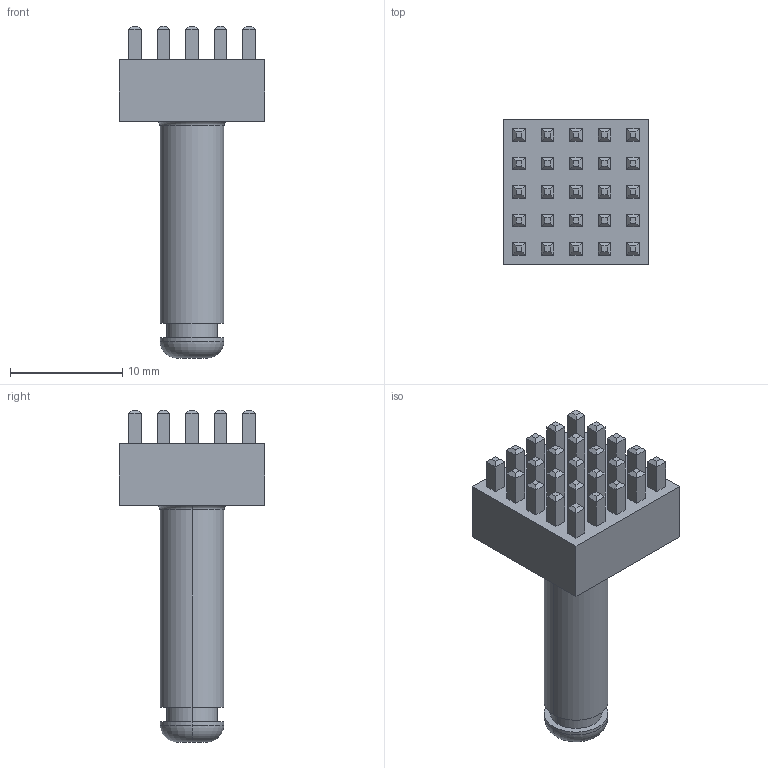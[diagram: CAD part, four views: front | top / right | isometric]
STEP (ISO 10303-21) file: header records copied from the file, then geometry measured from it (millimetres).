
FILE_DESCRIPTION (( 'STEP AP203' ), '1' );
FILE_NAME ('K98415-C02.STEP', '2021-09-10T12:03:20', ( '' ), ( '' ), 'SwSTEP 2.0', 'SolidWorks 2018', '' );
FILE_SCHEMA (( 'CONFIG_CONTROL_DESIGN' ));
Length unit declared in the file: millimetre
Products named in the file (1): K98415-C02
Bounding box: 13 x 13 x 29.6 mm (x, y, z)
Volume: 1540.5 mm3; surface area: 1315.5 mm2
Topology: 1 solids, 1 shells, 244 faces, 538 edges, 324 vertices
Faces by surface type: plane 234, cylinder 6, torus 4
Entity records: 6527 total; most frequent: CARTESIAN_POINT 1107, ORIENTED_EDGE 1076, DIRECTION 1048, EDGE_CURVE 538, VECTOR 518, LINE 518, VERTEX_POINT 324, EDGE_LOOP 272
